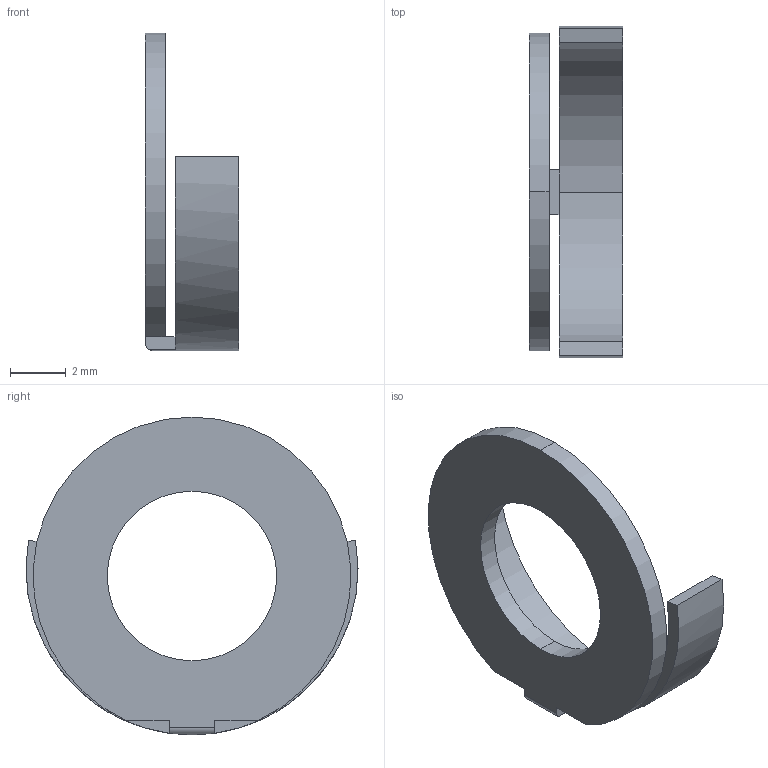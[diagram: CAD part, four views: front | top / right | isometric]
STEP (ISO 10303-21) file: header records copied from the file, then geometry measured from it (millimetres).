
FILE_DESCRIPTION(('starvars output'),'2;1');
FILE_NAME('cv20190718141911000056996.stp','14:19:11 2019/07/18',( 'Thomas Industrial Network Germany GmbH'),( 'Thomas Industrial Network Germany GmbH'),'unknown preprocess','ACIS' ,'unknown authorization');
FILE_SCHEMA(('AUTOMOTIVE_DESIGN_CC2 {UNKNOWN IMPLEMENTATION LEVEL}'));
Length unit declared in the file: millimetre
Products named in the file (1): PRODUCT_ID_1
Bounding box: 3.35 x 11.94 x 11.43 mm (x, y, z)
Volume: 75.1 mm3; surface area: 298.4 mm2
Topology: 1 solids, 1 shells, 21 faces, 53 edges, 34 vertices
Faces by surface type: plane 12, cylinder 9
Entity records: 804 total; most frequent: ORIENTED_EDGE 106, CARTESIAN_POINT 96, DIRECTION 79, EDGE_CURVE 53, VERTEX_POINT 34, VECTOR 29, LINE 29, AXIS2_PLACEMENT_3D 25
